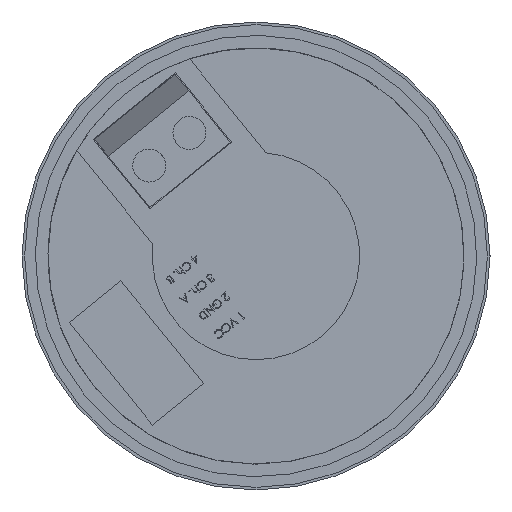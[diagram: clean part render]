
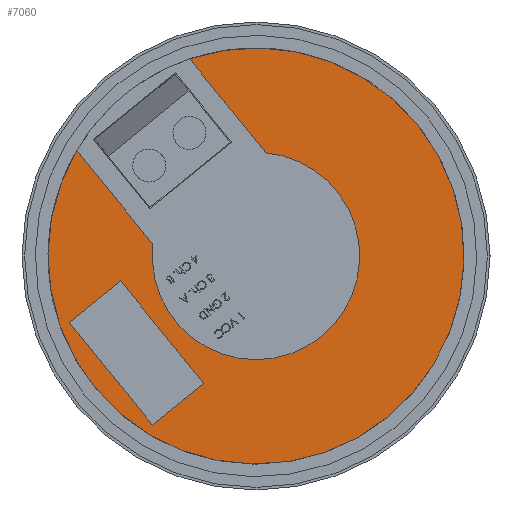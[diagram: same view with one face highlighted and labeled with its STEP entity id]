
A CAD part, left-side view. The second image highlights one B-rep face of the part: STEP entity #7060.
In plain terms, the highlighted face is planar.
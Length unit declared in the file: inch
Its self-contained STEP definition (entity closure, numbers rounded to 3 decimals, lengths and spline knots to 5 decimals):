
#113 = LINE ( 'NONE', #24011, #5576 ) ;
#121 = EDGE_CURVE ( 'NONE', #8295, #3619, #13520, .T. ) ;
#526 = CARTESIAN_POINT ( 'NONE',  ( 0.4575, 0.6415, 0.25 ) ) ;
#1845 = VERTEX_POINT ( 'NONE', #22466 ) ;
#2509 = AXIS2_PLACEMENT_3D ( 'NONE', #10249, #23998, #12198 ) ;
#2563 = ORIENTED_EDGE ( 'NONE', *, *, #121, .F. ) ;
#2830 = VERTEX_POINT ( 'NONE', #10471 ) ;
#2944 = VECTOR ( 'NONE', #4698, 39.37008 ) ;
#2971 = VECTOR ( 'NONE', #6983, 39.37008 ) ;
#3263 = CARTESIAN_POINT ( 'NONE',  ( 0.4575, 0.6415, -0.25 ) ) ;
#3523 = DIRECTION ( 'NONE',  ( 0., 0., -1. ) ) ;
#3591 = LINE ( 'NONE', #14486, #2944 ) ;
#3619 = VERTEX_POINT ( 'NONE', #20577 ) ;
#3951 = CIRCLE ( 'NONE', #11401, 0.7875 ) ;
#4194 = VERTEX_POINT ( 'NONE', #25246 ) ;
#4446 = EDGE_CURVE ( 'NONE', #4194, #1845, #6678, .T. ) ;
#4466 = ORIENTED_EDGE ( 'NONE', *, *, #8309, .F. ) ;
#4622 = DIRECTION ( 'NONE',  ( 1., 0., 0. ) ) ;
#4639 = CARTESIAN_POINT ( 'NONE',  ( 0.4575, 0.6415, -0.25 ) ) ;
#4698 = DIRECTION ( 'NONE',  ( -1., 0., 0. ) ) ;
#4807 = CARTESIAN_POINT ( 'NONE',  ( 0., 0.6415, 0. ) ) ;
#5484 = CIRCLE ( 'NONE', #20291, 0.7875 ) ;
#5576 = VECTOR ( 'NONE', #21996, 39.37008 ) ;
#6169 = CARTESIAN_POINT ( 'NONE',  ( 0.275, 0.6415, 0.28006 ) ) ;
#6190 = DIRECTION ( 'NONE',  ( 0., 1., 0. ) ) ;
#6261 = CARTESIAN_POINT ( 'NONE',  ( -0.275, 0.6415, 0.28006 ) ) ;
#6678 = LINE ( 'NONE', #526, #16431 ) ;
#6875 = DIRECTION ( 'NONE',  ( 0., 0., 1. ) ) ;
#6983 = DIRECTION ( 'NONE',  ( 0., 0., 1. ) ) ;
#7010 = ORIENTED_EDGE ( 'NONE', *, *, #4446, .F. ) ;
#7060 = ADVANCED_FACE ( 'NONE', ( #19429, #14203 ), #25391, .T. ) ;
#7182 = EDGE_CURVE ( 'NONE', #17405, #12096, #23135, .T. ) ;
#7611 = CARTESIAN_POINT ( 'NONE',  ( 0.275, 0.6415, 0.28006 ) ) ;
#7819 = EDGE_CURVE ( 'NONE', #11034, #14948, #3951, .T. ) ;
#7845 = DIRECTION ( 'NONE',  ( 0., 1., 0. ) ) ;
#8295 = VERTEX_POINT ( 'NONE', #13037 ) ;
#8309 = EDGE_CURVE ( 'NONE', #21686, #4194, #9513, .T. ) ;
#8389 = EDGE_CURVE ( 'NONE', #12096, #8295, #9203, .T. ) ;
#9203 = CIRCLE ( 'NONE', #20906, 0.3925 ) ;
#9513 = LINE ( 'NONE', #3263, #19300 ) ;
#9853 = DIRECTION ( 'NONE',  ( 0., 1., 0. ) ) ;
#10249 = CARTESIAN_POINT ( 'NONE',  ( 0., 0.6415, 0. ) ) ;
#10471 = CARTESIAN_POINT ( 'NONE',  ( 0.7075, 0.6415, -0.25 ) ) ;
#10697 = VECTOR ( 'NONE', #3523, 39.37008 ) ;
#10780 = EDGE_CURVE ( 'NONE', #1845, #2830, #113, .T. ) ;
#11034 = VERTEX_POINT ( 'NONE', #22969 ) ;
#11401 = AXIS2_PLACEMENT_3D ( 'NONE', #4807, #18545, #6875 ) ;
#12023 = ORIENTED_EDGE ( 'NONE', *, *, #7819, .T. ) ;
#12096 = VERTEX_POINT ( 'NONE', #16424 ) ;
#12198 = DIRECTION ( 'NONE',  ( 0., 0., 1. ) ) ;
#13037 = CARTESIAN_POINT ( 'NONE',  ( -0.275, 0.6415, 0.28006 ) ) ;
#13520 = LINE ( 'NONE', #6261, #2971 ) ;
#14173 = ORIENTED_EDGE ( 'NONE', *, *, #22611, .F. ) ;
#14203 = FACE_OUTER_BOUND ( 'NONE', #23577, .T. ) ;
#14485 = ORIENTED_EDGE ( 'NONE', *, *, #17069, .T. ) ;
#14486 = CARTESIAN_POINT ( 'NONE',  ( 0.4575, 0.6415, -0.25 ) ) ;
#14573 = AXIS2_PLACEMENT_3D ( 'NONE', #21562, #9853, #23579 ) ;
#14948 = VERTEX_POINT ( 'NONE', #22046 ) ;
#16424 = CARTESIAN_POINT ( 'NONE',  ( 0., 0.6415, -0.3925 ) ) ;
#16431 = VECTOR ( 'NONE', #4622, 39.37008 ) ;
#17069 = EDGE_CURVE ( 'NONE', #14948, #3619, #5484, .T. ) ;
#17281 = ORIENTED_EDGE ( 'NONE', *, *, #7182, .F. ) ;
#17405 = VERTEX_POINT ( 'NONE', #6169 ) ;
#17882 = CARTESIAN_POINT ( 'NONE',  ( 0., 0.6415, 0. ) ) ;
#18545 = DIRECTION ( 'NONE',  ( 0., 1., 0. ) ) ;
#18862 = DIRECTION ( 'NONE',  ( 0., 0., 1. ) ) ;
#19300 = VECTOR ( 'NONE', #18862, 39.37008 ) ;
#19429 = FACE_BOUND ( 'NONE', #22617, .T. ) ;
#19519 = CARTESIAN_POINT ( 'NONE',  ( 0., 0.6415, 0. ) ) ;
#19857 = DIRECTION ( 'NONE',  ( 0., 0., 1. ) ) ;
#20291 = AXIS2_PLACEMENT_3D ( 'NONE', #17882, #6190, #19857 ) ;
#20498 = ORIENTED_EDGE ( 'NONE', *, *, #20550, .F. ) ;
#20550 = EDGE_CURVE ( 'NONE', #2830, #21686, #3591, .T. ) ;
#20577 = CARTESIAN_POINT ( 'NONE',  ( -0.275, 0.6415, 0.73792 ) ) ;
#20906 = AXIS2_PLACEMENT_3D ( 'NONE', #19519, #7845, #21500 ) ;
#21123 = LINE ( 'NONE', #7611, #10697 ) ;
#21500 = DIRECTION ( 'NONE',  ( 0., 0., 1. ) ) ;
#21562 = CARTESIAN_POINT ( 'NONE',  ( 0., 0.6415, 0. ) ) ;
#21686 = VERTEX_POINT ( 'NONE', #4639 ) ;
#21996 = DIRECTION ( 'NONE',  ( 0., 0., -1. ) ) ;
#22046 = CARTESIAN_POINT ( 'NONE',  ( 0., 0.6415, -0.7875 ) ) ;
#22466 = CARTESIAN_POINT ( 'NONE',  ( 0.7075, 0.6415, 0.25 ) ) ;
#22611 = EDGE_CURVE ( 'NONE', #11034, #17405, #21123, .T. ) ;
#22617 = EDGE_LOOP ( 'NONE', ( #24774, #7010, #4466, #20498 ) ) ;
#22969 = CARTESIAN_POINT ( 'NONE',  ( 0.275, 0.6415, 0.73792 ) ) ;
#23135 = CIRCLE ( 'NONE', #2509, 0.3925 ) ;
#23577 = EDGE_LOOP ( 'NONE', ( #2563, #24696, #17281, #14173, #12023, #14485 ) ) ;
#23579 = DIRECTION ( 'NONE',  ( 0., 0., 1. ) ) ;
#23998 = DIRECTION ( 'NONE',  ( 0., 1., 0. ) ) ;
#24011 = CARTESIAN_POINT ( 'NONE',  ( 0.7075, 0.6415, -0.25 ) ) ;
#24696 = ORIENTED_EDGE ( 'NONE', *, *, #8389, .F. ) ;
#24774 = ORIENTED_EDGE ( 'NONE', *, *, #10780, .F. ) ;
#25246 = CARTESIAN_POINT ( 'NONE',  ( 0.4575, 0.6415, 0.25 ) ) ;
#25391 = PLANE ( 'NONE',  #14573 ) ;
